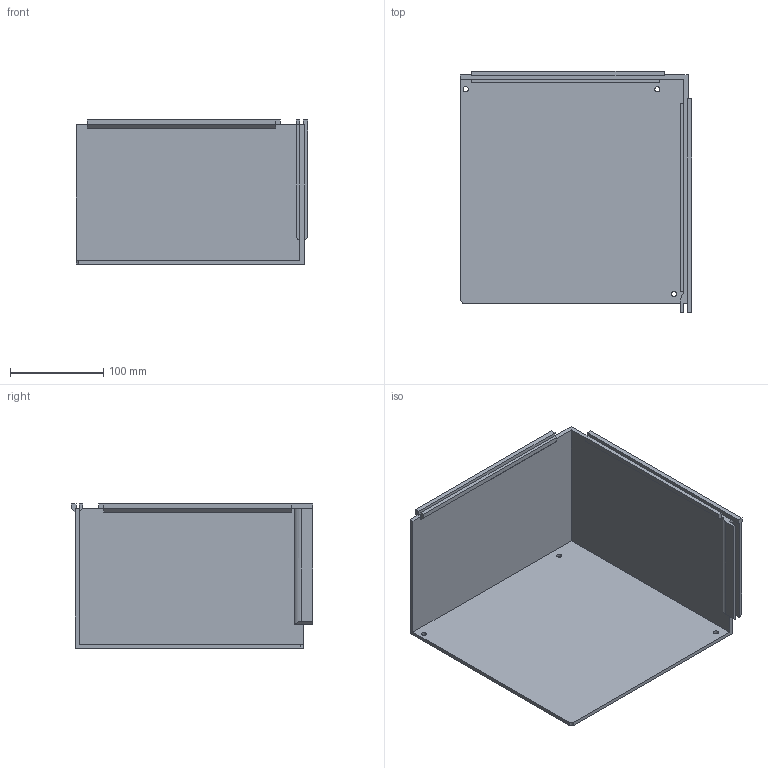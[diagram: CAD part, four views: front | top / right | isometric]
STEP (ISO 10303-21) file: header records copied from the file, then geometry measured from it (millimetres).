
FILE_DESCRIPTION(/* description */ (''),/* implementation_level */ '2;1');
FILE_NAME(/* name */ 'box back right.step',/* time_stamp */ '2023-06-26T20:14:44-05:00',/* author */ (''),/* organization */ (''),/* preprocessor_version */ 'ST-DEVELOPER v19.2',/* originating_system */ 'Autodesk Translation Framework v12.6.0.85',/* authorisation */ '');
FILE_SCHEMA (('AUTOMOTIVE_DESIGN { 1 0 10303 214 3 1 1 }'));
Length unit declared in the file: millimetre
Products named in the file (1): Candy Claw 3D render
Bounding box: 249.2 x 259.2 x 155 mm (x, y, z)
Volume: 587974.2 mm3; surface area: 289387.1 mm2
Topology: 1 solids, 1 shells, 558 faces, 1363 edges, 908 vertices
Faces by surface type: plane 546, cylinder 12
Full cylindrical faces by diameter (mm): 5.5 x3, 10 x1
Entity records: 16092 total; most frequent: CARTESIAN_POINT 2830, ORIENTED_EDGE 2726, DIRECTION 2508, EDGE_CURVE 1363, LINE 1336, VECTOR 1336, VERTEX_POINT 908, EDGE_LOOP 665
